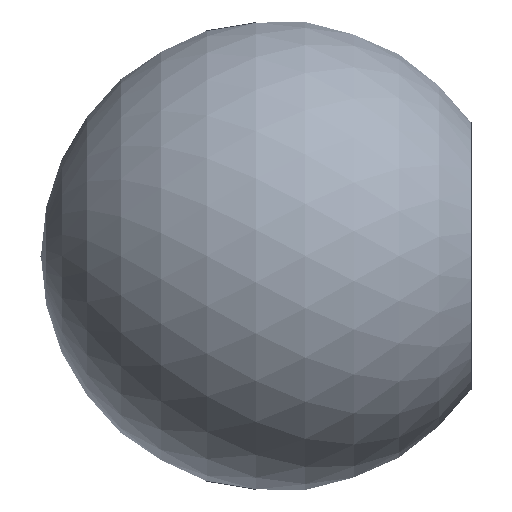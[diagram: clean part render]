
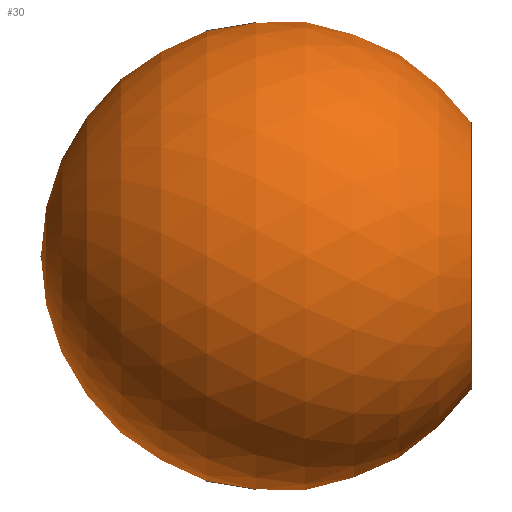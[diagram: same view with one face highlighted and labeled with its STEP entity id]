
A CAD part, left-side view. The second image highlights one B-rep face of the part: STEP entity #30.
In plain terms, the highlighted spherical face has radius 15.897 mm.
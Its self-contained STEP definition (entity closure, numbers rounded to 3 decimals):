
#30 = ADVANCED_FACE( '', ( #59, #60 ), #61, .T. );
#59 = FACE_BOUND( '', #90, .T. );
#60 = FACE_OUTER_BOUND( '', #91, .T. );
#61 = SPHERICAL_SURFACE( '', #92, 15.897 );
#90 = VERTEX_LOOP( '', #115 );
#91 = EDGE_LOOP( '', ( #116 ) );
#92 = AXIS2_PLACEMENT_3D( '', #117, #118, #119 );
#115 = VERTEX_POINT( '', #151 );
#116 = ORIENTED_EDGE( '', *, *, #152, .F. );
#117 = CARTESIAN_POINT( '', ( 0., 13.103, 0. ) );
#118 = DIRECTION( '', ( 0., -1., 0. ) );
#119 = DIRECTION( '', ( 1., 0., 0. ) );
#151 = CARTESIAN_POINT( '', ( 0., 29., 0. ) );
#152 = EDGE_CURVE( '', #164, #164, #165, .T. );
#164 = VERTEX_POINT( '', #180 );
#165 = CIRCLE( '', #181, 9. );
#180 = CARTESIAN_POINT( '', ( 0., 0., -9. ) );
#181 = AXIS2_PLACEMENT_3D( '', #195, #196, #197 );
#195 = CARTESIAN_POINT( '', ( 0., 0., 0. ) );
#196 = DIRECTION( '', ( 0., -1., 0. ) );
#197 = DIRECTION( '', ( 0., 0., -1. ) );
